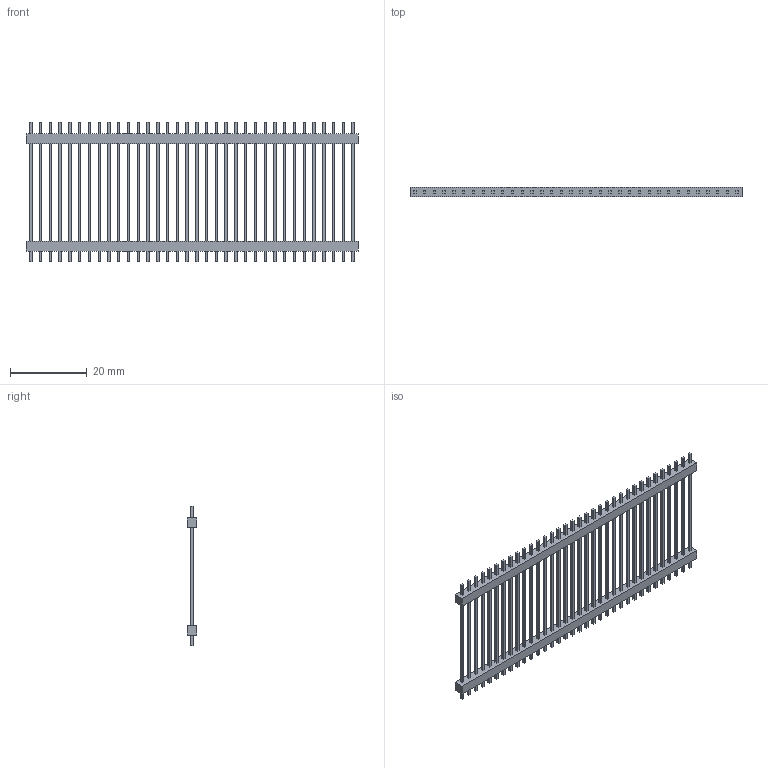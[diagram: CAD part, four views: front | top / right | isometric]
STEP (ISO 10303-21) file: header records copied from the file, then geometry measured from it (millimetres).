
FILE_DESCRIPTION(('FreeCAD Model'),'2;1');
FILE_NAME('Open CASCADE Shape Model','2022-07-31T19:21:52',(''),(''), 'Open CASCADE STEP processor 7.6','FreeCAD','Unknown');
FILE_SCHEMA(('AUTOMOTIVE_DESIGN { 1 0 10303 214 1 1 1 1 }'));
Length unit declared in the file: millimetre
Products named in the file (5): Unnamed; Bottom Rail; Pad001; LinkGroup001; PIN-001
Assembly tree (38 placements, depth 3):
  Unnamed
    Bottom Rail  x2
    Pad001
    LinkGroup001
      PIN-001  x33
    PIN-001
Bounding box: 86.36 x 2.54 x 36.32 mm (x, y, z)
Volume: 2177.3 mm3; surface area: 5860.1 mm2
Topology: 37 solids, 37 shells, 222 faces, 444 edges, 296 vertices
Faces by surface type: plane 222
Entity records: 1311 total; most frequent: DIRECTION 222, CARTESIAN_POINT 189, LINE 108, VECTOR 108, ORIENTED_EDGE 72, PCURVE 72, DEFINITIONAL_REPRESENTATION 72, AXIS2_PLACEMENT_3D 57
